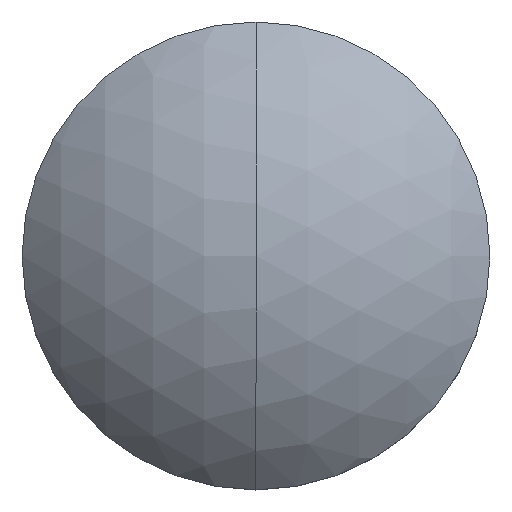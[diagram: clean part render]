
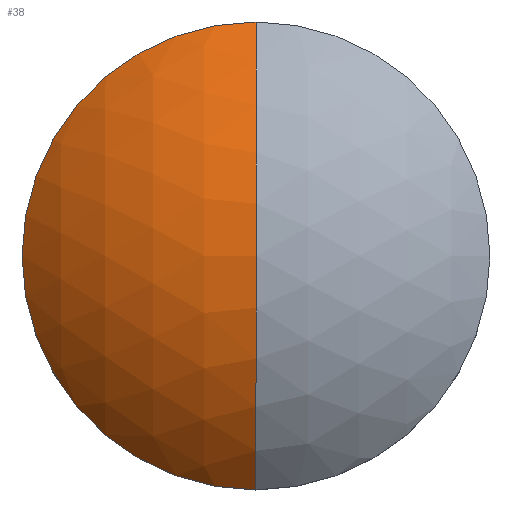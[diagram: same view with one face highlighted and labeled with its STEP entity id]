
A CAD part, top view. The second image highlights one B-rep face of the part: STEP entity #38.
In plain terms, the highlighted spherical face has radius 6.18 mm.
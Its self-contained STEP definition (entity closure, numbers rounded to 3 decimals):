
#11 = VERTEX_POINT ( 'NONE', #105 ) ;
#14 = VERTEX_POINT ( 'NONE', #88 ) ;
#18 = VERTEX_POINT ( 'NONE', #92 ) ;
#20 = ORIENTED_EDGE ( 'NONE', *, *, #62, .T. ) ;
#30 = EDGE_LOOP ( 'NONE', ( #49, #36, #20, #34 ) ) ;
#33 = EDGE_CURVE ( 'NONE', #11, #14, #141, .T. ) ;
#34 = ORIENTED_EDGE ( 'NONE', *, *, #33, .F. ) ;
#36 = ORIENTED_EDGE ( 'NONE', *, *, #37, .T. ) ;
#37 = EDGE_CURVE ( 'NONE', #61, #18, #77, .T. ) ;
#38 = ADVANCED_FACE ( 'NONE', ( #123 ), #177, .T. ) ;
#49 = ORIENTED_EDGE ( 'NONE', *, *, #58, .T. ) ;
#58 = EDGE_CURVE ( 'NONE', #11, #61, #195, .T. ) ;
#61 = VERTEX_POINT ( 'NONE', #225 ) ;
#62 = EDGE_CURVE ( 'NONE', #18, #14, #241, .T. ) ;
#73 = DIRECTION ( 'NONE',  ( 1., 0., 0. ) ) ;
#74 = DIRECTION ( 'NONE',  ( 0., 0., 1. ) ) ;
#75 = CARTESIAN_POINT ( 'NONE',  ( 0., 0., -0.224 ) ) ;
#76 = AXIS2_PLACEMENT_3D ( 'NONE', #75, #74, #73 ) ;
#77 = CIRCLE ( 'NONE', #76, 4.5 ) ;
#88 = CARTESIAN_POINT ( 'NONE',  ( 0., 0., 1.72 ) ) ;
#92 = CARTESIAN_POINT ( 'NONE',  ( 0., -4.5, -0.224 ) ) ;
#105 = CARTESIAN_POINT ( 'NONE',  ( 0., 4.5, -0.224 ) ) ;
#121 = AXIS2_PLACEMENT_3D ( 'NONE', #126, #125, #124 ) ;
#123 = FACE_OUTER_BOUND ( 'NONE', #30, .T. ) ;
#124 = DIRECTION ( 'NONE',  ( 0., 0., -1. ) ) ;
#125 = DIRECTION ( 'NONE',  ( 1., 0., 0. ) ) ;
#126 = CARTESIAN_POINT ( 'NONE',  ( 0., 0., -4.46 ) ) ;
#141 = CIRCLE ( 'NONE', #121, 6.18 ) ;
#152 = DIRECTION ( 'NONE',  ( -1., 0., 0. ) ) ;
#157 = AXIS2_PLACEMENT_3D ( 'NONE', #205, #152, #190 ) ;
#177 = SPHERICAL_SURFACE ( 'NONE', #157, 6.18 ) ;
#190 = DIRECTION ( 'NONE',  ( 0., 1., 0. ) ) ;
#195 = CIRCLE ( 'NONE', #235, 4.5 ) ;
#205 = CARTESIAN_POINT ( 'NONE',  ( 0., 0., -4.46 ) ) ;
#216 = DIRECTION ( 'NONE',  ( 1., 0., 0. ) ) ;
#222 = DIRECTION ( 'NONE',  ( 0., 0., 1. ) ) ;
#225 = CARTESIAN_POINT ( 'NONE',  ( -4.5, 0., -0.224 ) ) ;
#235 = AXIS2_PLACEMENT_3D ( 'NONE', #242, #222, #216 ) ;
#237 = DIRECTION ( 'NONE',  ( 0., -1., 0. ) ) ;
#238 = DIRECTION ( 'NONE',  ( -1., 0., 0. ) ) ;
#240 = CARTESIAN_POINT ( 'NONE',  ( 0., 0., -4.46 ) ) ;
#241 = CIRCLE ( 'NONE', #245, 6.18 ) ;
#242 = CARTESIAN_POINT ( 'NONE',  ( 0., 0., -0.224 ) ) ;
#245 = AXIS2_PLACEMENT_3D ( 'NONE', #240, #238, #237 ) ;
